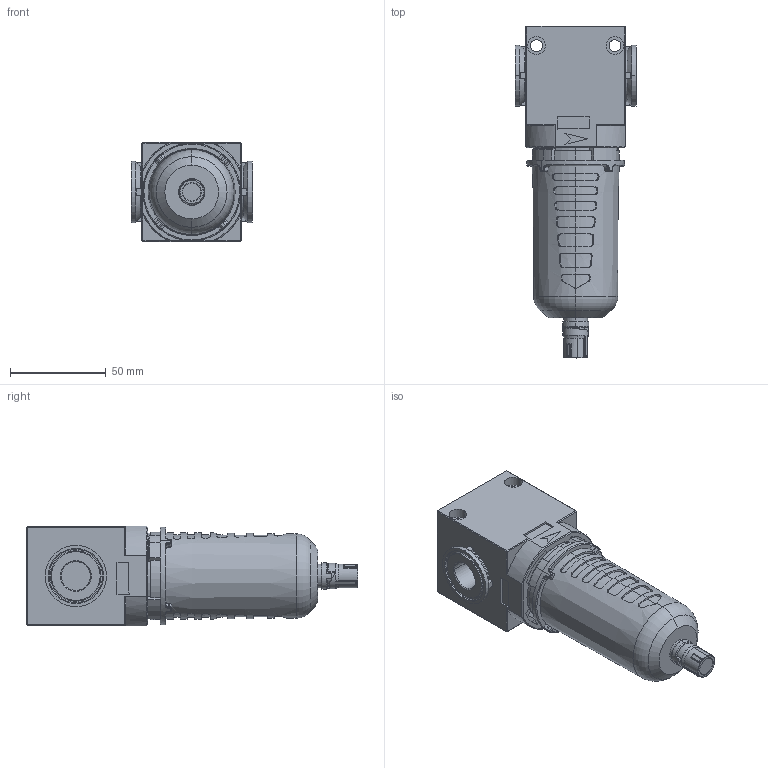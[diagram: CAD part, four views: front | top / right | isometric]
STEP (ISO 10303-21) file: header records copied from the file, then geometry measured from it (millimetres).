
FILE_DESCRIPTION(('STEP AP214'),'1');
FILE_NAME('050 F PE SS.stp','2020-03-18T10:52:08',(' '),(' '),'Spatial InterOp 3D',' ',' ');
FILE_SCHEMA(('AUTOMOTIVE_DESIGN { 1 0 10303 214 1 1 1 1 }'));
Length unit declared in the file: metre
Products named in the file (1): Volume1
Bounding box: 63.3 x 173.4 x 52.1 mm (x, y, z)
Volume: 305790.5 mm3; surface area: 38172.1 mm2
Topology: 1 solids, 1 shells, 673 faces, 1690 edges, 1033 vertices
Faces by surface type: plane 176, bspline 152, cylinder 130, cone 117, torus 70, sphere 24, extrusion 4
Entity records: 25397 total; most frequent: CARTESIAN_POINT 9988, ORIENTED_EDGE 3360, DIRECTION 3042, EDGE_CURVE 1680, AXIS2_PLACEMENT_3D 1191, VERTEX_POINT 1033, EDGE_LOOP 701, ADVANCED_FACE 673
